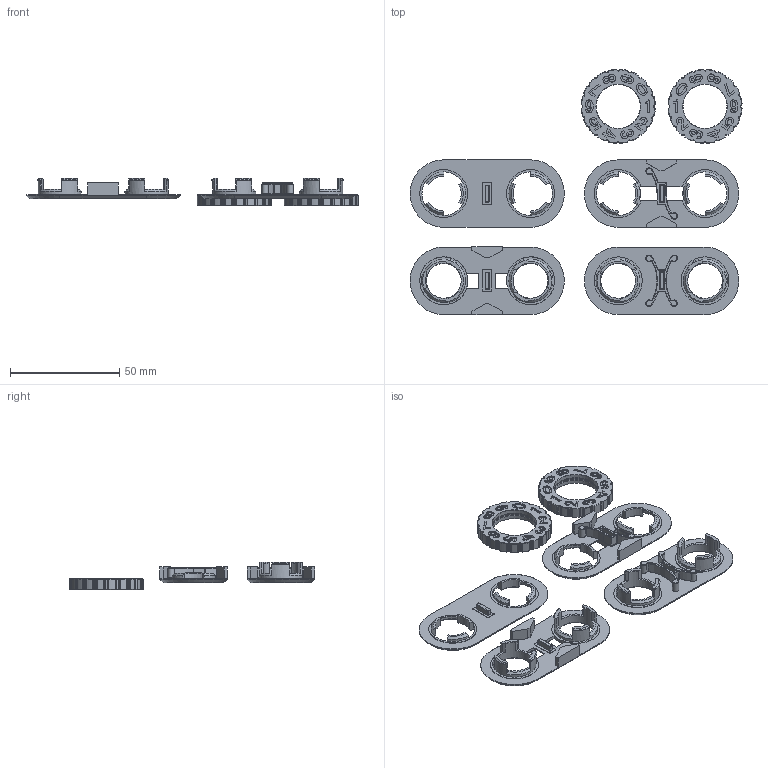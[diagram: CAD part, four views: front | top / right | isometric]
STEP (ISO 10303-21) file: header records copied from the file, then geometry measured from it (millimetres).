
FILE_DESCRIPTION(/* description */ (''),/* implementation_level */ '2;1');
FILE_NAME(/* name */ 'ClickyRotateCounter.step',/* time_stamp */ '2024-01-05T07:32:43+09:00',/* author */ (''),/* organization */ (''),/* preprocessor_version */ 'ST-DEVELOPER v20',/* originating_system */ 'Autodesk Translation Framework v12.14.0.127',/* authorisation */ '');
FILE_SCHEMA (('AUTOMOTIVE_DESIGN { 1 0 10303 214 3 1 1 }'));
Products named in the file (1): Counter
Bounding box: 152.26 x 112.46 x 12.4 mm (x, y, z)
Volume: 20582.1 mm3; surface area: 23011.5 mm2
Topology: 8 solids, 20 shells, 1902 faces, 4814 edges, 2974 vertices
Faces by surface type: plane 766, cone 524, cylinder 314, bspline 294, torus 4
Full cylindrical faces by diameter (mm): 16 x4, 19.8 x4, 20.2 x4, 20.4 x2, 22 x6, 24 x2, 26.4 x2
Entity records: 59122 total; most frequent: CARTESIAN_POINT 15193, ORIENTED_EDGE 9564, DIRECTION 8462, EDGE_CURVE 4782, VERTEX_POINT 2966, LINE 2836, VECTOR 2836, AXIS2_PLACEMENT_3D 2813
